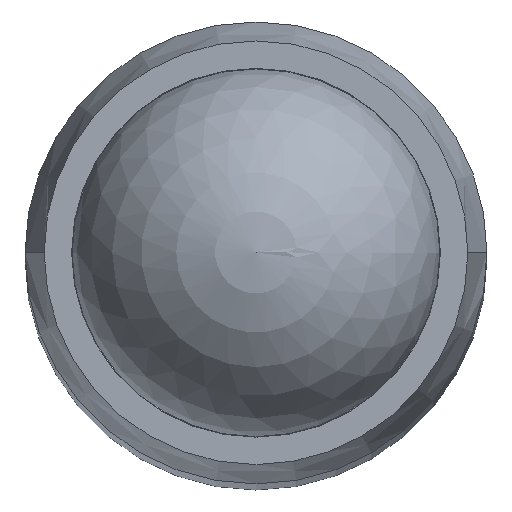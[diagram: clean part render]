
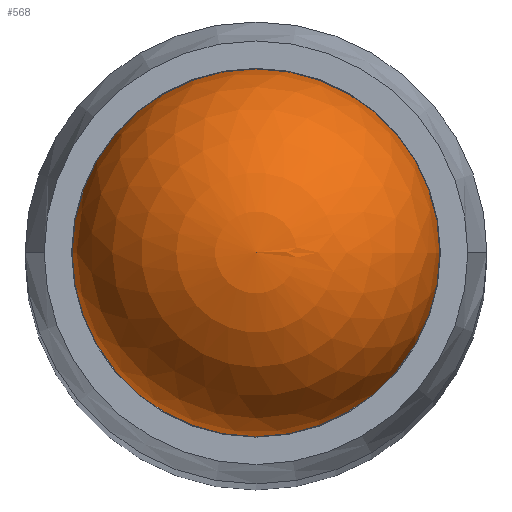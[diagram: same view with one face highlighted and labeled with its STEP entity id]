
A CAD part, top view. The second image highlights one B-rep face of the part: STEP entity #568.
In plain terms, the highlighted spherical face has radius 2.381 mm.
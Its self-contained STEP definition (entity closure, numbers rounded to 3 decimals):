
#6 = ORIENTED_EDGE ( 'NONE', *, *, #333, .F. ) ;
#36 = VERTEX_POINT ( 'NONE', #694 ) ;
#98 = CARTESIAN_POINT ( 'NONE',  ( 2.381, 0., 23.644 ) ) ;
#238 = EDGE_CURVE ( 'NONE', #36, #708, #529, .T. ) ;
#245 = CARTESIAN_POINT ( 'NONE',  ( 0., 0., 23.644 ) ) ;
#250 = CARTESIAN_POINT ( 'NONE',  ( 0., 0., 23.644 ) ) ;
#252 = AXIS2_PLACEMENT_3D ( 'NONE', #480, #445, #705 ) ;
#322 = SPHERICAL_SURFACE ( 'NONE', #350, 2.381 ) ;
#331 = AXIS2_PLACEMENT_3D ( 'NONE', #245, #627, #711 ) ;
#333 = EDGE_CURVE ( 'NONE', #708, #36, #345, .T. ) ;
#345 = CIRCLE ( 'NONE', #252, 2.381 ) ;
#350 = AXIS2_PLACEMENT_3D ( 'NONE', #250, #610, #565 ) ;
#356 = ORIENTED_EDGE ( 'NONE', *, *, #238, .F. ) ;
#445 = DIRECTION ( 'NONE',  ( 0., 0., -1. ) ) ;
#480 = CARTESIAN_POINT ( 'NONE',  ( 0., 0., 23.644 ) ) ;
#529 = CIRCLE ( 'NONE', #331, 2.381 ) ;
#565 = DIRECTION ( 'NONE',  ( 1., 0., 0. ) ) ;
#568 = ADVANCED_FACE ( 'NONE', ( #575 ), #322, .T. ) ;
#575 = FACE_OUTER_BOUND ( 'NONE', #684, .T. ) ;
#610 = DIRECTION ( 'NONE',  ( 0., 0., -1. ) ) ;
#627 = DIRECTION ( 'NONE',  ( 0., 0., -1. ) ) ;
#684 = EDGE_LOOP ( 'NONE', ( #6, #356 ) ) ;
#694 = CARTESIAN_POINT ( 'NONE',  ( -2.381, 0., 23.644 ) ) ;
#705 = DIRECTION ( 'NONE',  ( 1., 0., 0. ) ) ;
#708 = VERTEX_POINT ( 'NONE', #98 ) ;
#711 = DIRECTION ( 'NONE',  ( 1., 0., 0. ) ) ;
